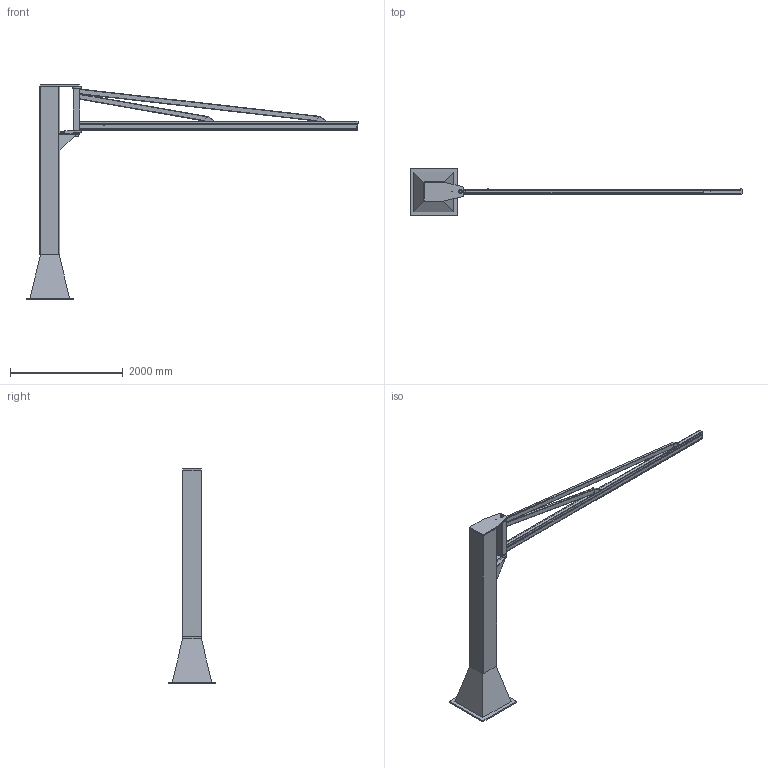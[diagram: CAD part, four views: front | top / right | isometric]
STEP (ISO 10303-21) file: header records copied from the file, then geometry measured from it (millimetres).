
FILE_DESCRIPTION(('STEP AP214'),'1');
FILE_NAME('ODEN PKO 1000-5.stp','2018-02-07T14:51:11',(' '),(' '),'Spatial InterOp 3D',' ',' ');
FILE_SCHEMA(('automotive_design'));
Length unit declared in the file: millimetre
Products named in the file (54): Pelare VI; _vre F_st_ra VI; Undre F_st_ra VI; F_rst_rkningspl_t VI; Broms VI; Bromsback VI; Bolt Assembly; M6M M12; G_nst_ng M12x150; Axel VI; Hylsa IV; Distansbricka VI; Axelkant VI; Bultf_rband M10x80; DIN_985 M10; M6S M10x80; Pelare; Part2; Part3; PMHPelarsvangkran Oden 1000-5; O1000-5; KKR; UNP80; Profil 7; Lagerbox VI; Bultf_rband M10x110; M6S M10x110; _ndstopp Profil 7; Polyfj_der 32s_12; Hydraulr_r, L=75; Bultf_rband M12x110; DIN_985 M12; M6S M12x110; Kil VI; Kil Ovansida VI; Kil Sida VI
Assembly tree (53 placements, depth 5):
  PMHPelarsvangkran Oden 1000-5
    Pelare VI
      _vre F_st_ra VI
      Undre F_st_ra VI
      F_rst_rkningspl_t VI
      F_rst_rkningspl_t VI
      Broms VI
        Bromsback VI
        Bolt Assembly
          M6M M12
          M6M M12
          G_nst_ng M12x150
          G_nst_ng M12x150
        Bolt Assembly
          M6M M12
          M6M M12
          G_nst_ng M12x150
          G_nst_ng M12x150
      Axel VI
        Hylsa IV
        Distansbricka VI
        Axel VI
        Axelkant VI
        Bultf_rband M10x80
          DIN_985 M10
          M6S M10x80
      Pelare
      Part2
      Part3
    O1000-5
      KKR
      KKR
      UNP80
      Profil 7
      KKR
      Lagerbox VI
      Lagerbox VI
      Bultf_rband M10x110
        DIN_985 M10
        M6S M10x110
      _ndstopp Profil 7
        Polyfj_der 32s_12
        Hydraulr_r, L=75
        Bultf_rband M12x110
          DIN_985 M12
          M6S M12x110
      Kil VI
        Kil Ovansida VI
        Kil Sida VI
        Kil Sida VI
      Kil VI
        Kil Ovansida VI
        Kil Sida VI
        Kil Sida VI
Bounding box: 5897.5 x 845 x 3825 mm (x, y, z)
Volume: 663588608.2 mm3; surface area: 16788348.2 mm2
Topology: 41 solids, 41 shells, 445 faces, 951 edges, 594 vertices
Faces by surface type: plane 247, cone 114, cylinder 84
Full cylindrical faces by diameter (mm): 4.5 x1, 9.1 x2, 10 x4, 10.92 x1, 11 x5, 12 x9, 13 x5, 16 x1, 17 x2, 19 x1, 32 x1, 50 x4, 50.5 x2, 63 x3, 160 x2
Entity records: 16675 total; most frequent: CARTESIAN_POINT 2879, DIRECTION 1974, ORIENTED_EDGE 1778, EDGE_CURVE 889, AXIS2_PLACEMENT_3D 784, VERTEX_POINT 591, EDGE_LOOP 550, FACE_OUTER_BOUND 488
